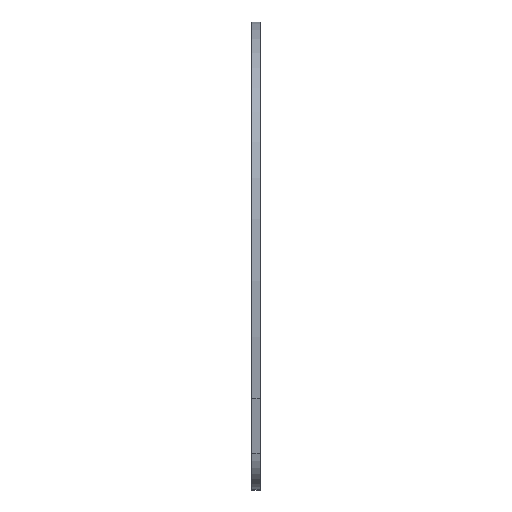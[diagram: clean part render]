
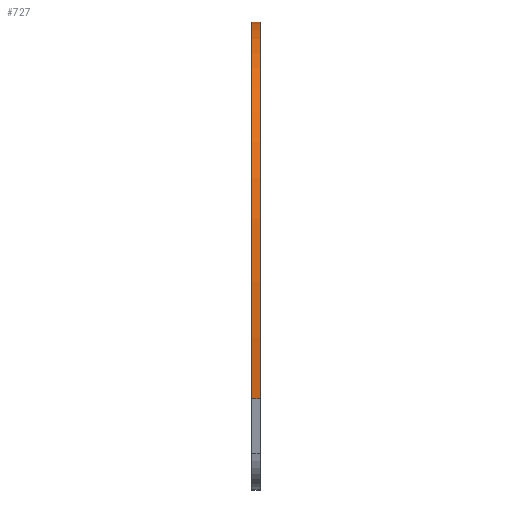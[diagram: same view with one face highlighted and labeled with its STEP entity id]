
A CAD part, left-side view. The second image highlights one B-rep face of the part: STEP entity #727.
In plain terms, the highlighted free-form (B-spline) face has degree [3, 1] with [6, 2] control points.
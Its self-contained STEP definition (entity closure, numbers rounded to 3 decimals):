
#38 = CARTESIAN_POINT ( 'NONE',  ( -107.341, 1., -2.931 ) ) ;
#61 = CARTESIAN_POINT ( 'NONE',  ( -107.341, 0., -2.931 ) ) ;
#80 = CARTESIAN_POINT ( 'NONE',  ( -107.341, 1., -2.931 ) ) ;
#109 = CARTESIAN_POINT ( 'NONE',  ( 0., 0., 31.521 ) ) ;
#114 = CARTESIAN_POINT ( 'NONE',  ( -107.341, 1., -2.931 ) ) ;
#120 = VERTEX_POINT ( 'NONE', #781 ) ;
#143 = CARTESIAN_POINT ( 'NONE',  ( -107.341, 0., -2.931 ) ) ;
#145 = CARTESIAN_POINT ( 'NONE',  ( -44.274, 0., 31.891 ) ) ;
#197 = EDGE_CURVE ( 'NONE', #120, #823, #636, .T. ) ;
#215 = CARTESIAN_POINT ( 'NONE',  ( 0., 0., 31.521 ) ) ;
#220 = CARTESIAN_POINT ( 'NONE',  ( 0., 1., 31.521 ) ) ;
#229 = EDGE_CURVE ( 'NONE', #120, #468, #788, .T. ) ;
#232 = ORIENTED_EDGE ( 'NONE', *, *, #197, .T. ) ;
#244 = CARTESIAN_POINT ( 'NONE',  ( -44.274, 1., 31.891 ) ) ;
#252 = CARTESIAN_POINT ( 'NONE',  ( -44.274, 0., 31.891 ) ) ;
#256 = VECTOR ( 'NONE', #440, 1000. ) ;
#298 = CARTESIAN_POINT ( 'NONE',  ( -110.598, 1., 21.963 ) ) ;
#317 = CARTESIAN_POINT ( 'NONE',  ( -104.201, 0., 39.632 ) ) ;
#324 = CARTESIAN_POINT ( 'NONE',  ( -60.629, 0., 42.061 ) ) ;
#331 = ORIENTED_EDGE ( 'NONE', *, *, #229, .F. ) ;
#340 = ORIENTED_EDGE ( 'NONE', *, *, #366, .T. ) ;
#366 = EDGE_CURVE ( 'NONE', #823, #492, #501, .T. ) ;
#367 = DIRECTION ( 'NONE',  ( 0., -1., 0. ) ) ;
#395 = CARTESIAN_POINT ( 'NONE',  ( -104.201, 1., 39.632 ) ) ;
#438 = CARTESIAN_POINT ( 'NONE',  ( -60.629, 0., 42.061 ) ) ;
#440 = DIRECTION ( 'NONE',  ( 0., -1., 0. ) ) ;
#466 = CARTESIAN_POINT ( 'NONE',  ( -60.629, 1., 42.061 ) ) ;
#468 = VERTEX_POINT ( 'NONE', #555 ) ;
#492 = VERTEX_POINT ( 'NONE', #61 ) ;
#501 = LINE ( 'NONE', #513, #256 ) ;
#506 = CARTESIAN_POINT ( 'NONE',  ( -104.201, 1., 39.632 ) ) ;
#513 = CARTESIAN_POINT ( 'NONE',  ( -107.341, 1., -2.931 ) ) ;
#555 = CARTESIAN_POINT ( 'NONE',  ( 0., 0., 31.521 ) ) ;
#556 = EDGE_CURVE ( 'NONE', #468, #492, #705, .T. ) ;
#636 = B_SPLINE_CURVE_WITH_KNOTS ( 'NONE', 3,
 ( #220, #799, #654, #506, #298, #80 ),
 .UNSPECIFIED., .F., .F.,
 ( 4, 1, 1, 4 ),
 ( 0., 0.496, 0.596, 1. ),
 .UNSPECIFIED. ) ;
#640 = CARTESIAN_POINT ( 'NONE',  ( -104.201, 0., 39.632 ) ) ;
#654 = CARTESIAN_POINT ( 'NONE',  ( -60.629, 1., 42.061 ) ) ;
#674 = CARTESIAN_POINT ( 'NONE',  ( 0., 1., 31.521 ) ) ;
#685 = ORIENTED_EDGE ( 'NONE', *, *, #556, .F. ) ;
#705 = B_SPLINE_CURVE_WITH_KNOTS ( 'NONE', 3,
 ( #215, #145, #438, #640, #872, #143 ),
 .UNSPECIFIED., .F., .F.,
 ( 4, 1, 1, 4 ),
 ( 0., 0.496, 0.596, 1. ),
 .UNSPECIFIED. ) ;
#727 = ADVANCED_FACE ( 'NONE', ( #866 ), #908, .T. ) ;
#748 = CARTESIAN_POINT ( 'NONE',  ( -110.598, 1., 21.963 ) ) ;
#781 = CARTESIAN_POINT ( 'NONE',  ( 0., 1., 31.521 ) ) ;
#788 = LINE ( 'NONE', #882, #829 ) ;
#799 = CARTESIAN_POINT ( 'NONE',  ( -44.274, 1., 31.891 ) ) ;
#823 = VERTEX_POINT ( 'NONE', #38 ) ;
#829 = VECTOR ( 'NONE', #367, 1000. ) ;
#866 = FACE_OUTER_BOUND ( 'NONE', #920, .T. ) ;
#872 = CARTESIAN_POINT ( 'NONE',  ( -110.598, 0., 21.963 ) ) ;
#882 = CARTESIAN_POINT ( 'NONE',  ( 0., 1., 31.521 ) ) ;
#895 = CARTESIAN_POINT ( 'NONE',  ( -110.598, 0., 21.963 ) ) ;
#899 = CARTESIAN_POINT ( 'NONE',  ( -107.341, 0., -2.931 ) ) ;
#908 = B_SPLINE_SURFACE_WITH_KNOTS ( 'NONE', 3, 1, ( 
 ( #674, #109 ),
 ( #244, #252 ),
 ( #466, #324 ),
 ( #395, #317 ),
 ( #748, #895 ),
 ( #114, #899 ) ),
 .UNSPECIFIED., .F., .F., .F.,
 ( 4, 1, 1, 4 ),
 ( 2, 2 ),
 ( 0., 0.496, 0.596, 1. ),
 ( 0., 1. ),
 .UNSPECIFIED. ) ;
#920 = EDGE_LOOP ( 'NONE', ( #685, #331, #232, #340 ) ) ;
